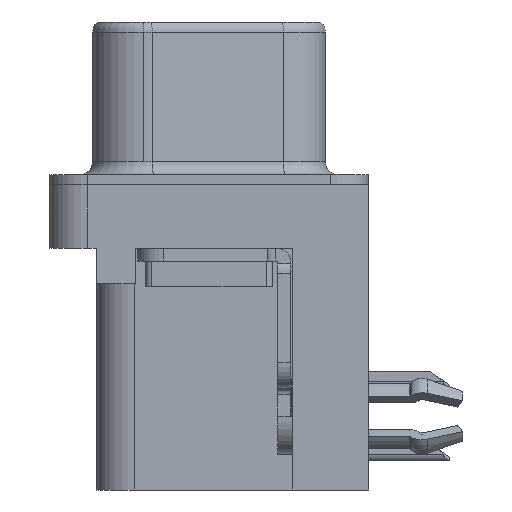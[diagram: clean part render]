
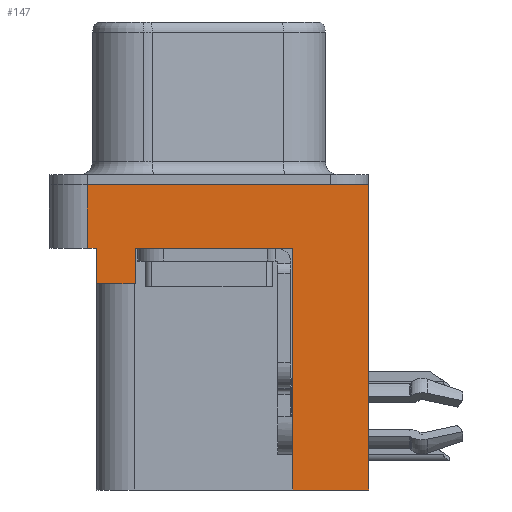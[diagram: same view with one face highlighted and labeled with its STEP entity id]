
A CAD part, left-side view. The second image highlights one B-rep face of the part: STEP entity #147.
In plain terms, the highlighted planar face has unit normal (-1, 0, 0).
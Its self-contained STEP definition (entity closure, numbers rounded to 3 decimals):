
#36 = EDGE_CURVE ( 'NONE', #8836, #13710, #369, .T. ) ;
#147 = ADVANCED_FACE ( 'NONE', ( #9856 ), #7892, .T. ) ;
#342 = EDGE_CURVE ( 'NONE', #17618, #4163, #2360, .T. ) ;
#369 = LINE ( 'NONE', #7677, #15810 ) ;
#398 = DIRECTION ( 'NONE',  ( 0., -1., 0. ) ) ;
#485 = CARTESIAN_POINT ( 'NONE',  ( -2.935, 4.775, 0. ) ) ;
#523 = EDGE_CURVE ( 'NONE', #8799, #13710, #841, .T. ) ;
#841 = LINE ( 'NONE', #13924, #5555 ) ;
#1551 = VERTEX_POINT ( 'NONE', #18408 ) ;
#1723 = VECTOR ( 'NONE', #10223, 1000. ) ;
#1752 = VECTOR ( 'NONE', #5890, 1000. ) ;
#2360 = LINE ( 'NONE', #9845, #18801 ) ;
#2732 = CARTESIAN_POINT ( 'NONE',  ( -2.935, 4.425, -2.5 ) ) ;
#3345 = DIRECTION ( 'NONE',  ( 0., 0., 1. ) ) ;
#4163 = VERTEX_POINT ( 'NONE', #2732 ) ;
#4322 = DIRECTION ( 'NONE',  ( 0., -1., 0. ) ) ;
#4336 = LINE ( 'NONE', #20312, #7307 ) ;
#4362 = ORIENTED_EDGE ( 'NONE', *, *, #8322, .F. ) ;
#4487 = LINE ( 'NONE', #14394, #19703 ) ;
#4970 = ORIENTED_EDGE ( 'NONE', *, *, #342, .F. ) ;
#5207 = CARTESIAN_POINT ( 'NONE',  ( -2.935, -6.275, 0. ) ) ;
#5327 = LINE ( 'NONE', #12166, #7331 ) ;
#5555 = VECTOR ( 'NONE', #12040, 1000. ) ;
#5684 = CARTESIAN_POINT ( 'NONE',  ( -2.935, -3.295, -12. ) ) ;
#5687 = VECTOR ( 'NONE', #18573, 1000. ) ;
#5831 = VERTEX_POINT ( 'NONE', #18629 ) ;
#5890 = DIRECTION ( 'NONE',  ( 0., 0., 1. ) ) ;
#5970 = ORIENTED_EDGE ( 'NONE', *, *, #17110, .F. ) ;
#6032 = AXIS2_PLACEMENT_3D ( 'NONE', #17630, #11099, #3345 ) ;
#7307 = VECTOR ( 'NONE', #4322, 1000. ) ;
#7331 = VECTOR ( 'NONE', #8707, 1000. ) ;
#7332 = CARTESIAN_POINT ( 'NONE',  ( -2.935, 4.425, -3.9 ) ) ;
#7607 = ORIENTED_EDGE ( 'NONE', *, *, #12062, .F. ) ;
#7677 = CARTESIAN_POINT ( 'NONE',  ( -2.935, -6.275, 0. ) ) ;
#7892 = PLANE ( 'NONE',  #6032 ) ;
#8322 = EDGE_CURVE ( 'NONE', #12843, #8836, #5327, .T. ) ;
#8509 = CARTESIAN_POINT ( 'NONE',  ( -2.935, -3.295, -2.5 ) ) ;
#8626 = EDGE_CURVE ( 'NONE', #5831, #17796, #4336, .T. ) ;
#8707 = DIRECTION ( 'NONE',  ( 0., 0., 1. ) ) ;
#8799 = VERTEX_POINT ( 'NONE', #14752 ) ;
#8836 = VERTEX_POINT ( 'NONE', #485 ) ;
#9132 = EDGE_LOOP ( 'NONE', ( #15738, #4362, #16471, #4970, #10052, #15294, #18078, #5970, #7607, #15833 ) ) ;
#9845 = CARTESIAN_POINT ( 'NONE',  ( -2.935, 4.425, -3.9 ) ) ;
#9856 = FACE_OUTER_BOUND ( 'NONE', #9132, .T. ) ;
#10052 = ORIENTED_EDGE ( 'NONE', *, *, #10677, .F. ) ;
#10223 = DIRECTION ( 'NONE',  ( 0., 0., 1. ) ) ;
#10368 = CARTESIAN_POINT ( 'NONE',  ( -2.935, 2.895, -3.9 ) ) ;
#10668 = DIRECTION ( 'NONE',  ( 0., -1., 0. ) ) ;
#10677 = EDGE_CURVE ( 'NONE', #18916, #17618, #20062, .T. ) ;
#11099 = DIRECTION ( 'NONE',  ( -1., 0., 0. ) ) ;
#11577 = VECTOR ( 'NONE', #20097, 1000. ) ;
#11951 = CARTESIAN_POINT ( 'NONE',  ( -2.935, 4.425, -3.9 ) ) ;
#12040 = DIRECTION ( 'NONE',  ( 0., 0., 1. ) ) ;
#12062 = EDGE_CURVE ( 'NONE', #8799, #1551, #13214, .T. ) ;
#12166 = CARTESIAN_POINT ( 'NONE',  ( -2.935, 4.775, -2.5 ) ) ;
#12843 = VERTEX_POINT ( 'NONE', #20686 ) ;
#13214 = LINE ( 'NONE', #20209, #5687 ) ;
#13710 = VERTEX_POINT ( 'NONE', #5207 ) ;
#13924 = CARTESIAN_POINT ( 'NONE',  ( -2.935, -6.275, -2.5 ) ) ;
#14394 = CARTESIAN_POINT ( 'NONE',  ( -2.935, -6.275, -2.5 ) ) ;
#14752 = CARTESIAN_POINT ( 'NONE',  ( -2.935, -6.275, -12. ) ) ;
#14942 = LINE ( 'NONE', #10368, #1723 ) ;
#15294 = ORIENTED_EDGE ( 'NONE', *, *, #17006, .T. ) ;
#15738 = ORIENTED_EDGE ( 'NONE', *, *, #36, .F. ) ;
#15810 = VECTOR ( 'NONE', #10668, 1000. ) ;
#15833 = ORIENTED_EDGE ( 'NONE', *, *, #523, .T. ) ;
#16439 = EDGE_CURVE ( 'NONE', #12843, #4163, #4487, .T. ) ;
#16471 = ORIENTED_EDGE ( 'NONE', *, *, #16439, .T. ) ;
#17006 = EDGE_CURVE ( 'NONE', #18916, #5831, #14942, .T. ) ;
#17110 = EDGE_CURVE ( 'NONE', #1551, #17796, #19945, .T. ) ;
#17618 = VERTEX_POINT ( 'NONE', #11951 ) ;
#17630 = CARTESIAN_POINT ( 'NONE',  ( -2.935, -6.275, -2.5 ) ) ;
#17796 = VERTEX_POINT ( 'NONE', #8509 ) ;
#17830 = DIRECTION ( 'NONE',  ( 0., 0., 1. ) ) ;
#18078 = ORIENTED_EDGE ( 'NONE', *, *, #8626, .T. ) ;
#18408 = CARTESIAN_POINT ( 'NONE',  ( -2.935, -3.295, -12. ) ) ;
#18573 = DIRECTION ( 'NONE',  ( 0., 1., 0. ) ) ;
#18629 = CARTESIAN_POINT ( 'NONE',  ( -2.935, 2.895, -2.5 ) ) ;
#18801 = VECTOR ( 'NONE', #17830, 1000. ) ;
#18916 = VERTEX_POINT ( 'NONE', #19322 ) ;
#19322 = CARTESIAN_POINT ( 'NONE',  ( -2.935, 2.895, -3.9 ) ) ;
#19703 = VECTOR ( 'NONE', #398, 1000. ) ;
#19945 = LINE ( 'NONE', #5684, #1752 ) ;
#20062 = LINE ( 'NONE', #7332, #11577 ) ;
#20097 = DIRECTION ( 'NONE',  ( 0., 1., 0. ) ) ;
#20209 = CARTESIAN_POINT ( 'NONE',  ( -2.935, -3.295, -12. ) ) ;
#20312 = CARTESIAN_POINT ( 'NONE',  ( -2.935, -6.275, -2.5 ) ) ;
#20686 = CARTESIAN_POINT ( 'NONE',  ( -2.935, 4.775, -2.5 ) ) ;
